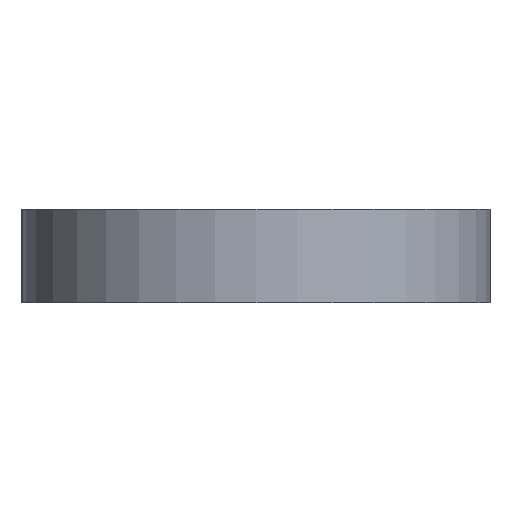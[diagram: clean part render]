
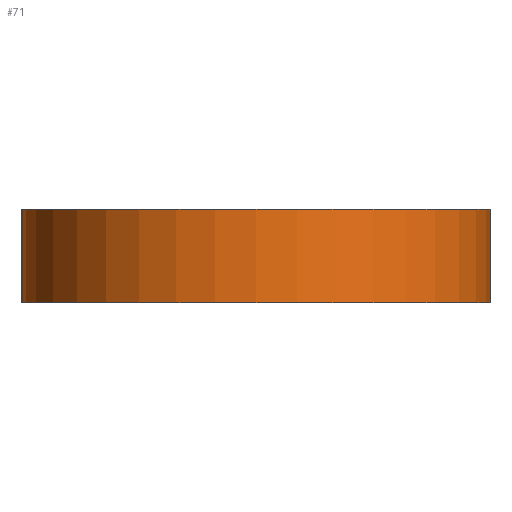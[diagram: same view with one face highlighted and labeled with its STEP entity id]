
A CAD part, front view. The second image highlights one B-rep face of the part: STEP entity #71.
In plain terms, the highlighted cylindrical face has radius 7.5 mm (diameter 15 mm), a partial arc.
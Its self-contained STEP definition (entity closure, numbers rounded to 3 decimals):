
#15 = CIRCLE ( 'NONE', #162, 7.5 ) ;
#22 = DIRECTION ( 'NONE',  ( 0., 0., -1. ) ) ;
#41 = CARTESIAN_POINT ( 'NONE',  ( 7.5, 0., 3. ) ) ;
#66 = VERTEX_POINT ( 'NONE', #323 ) ;
#68 = CARTESIAN_POINT ( 'NONE',  ( 0., 0., 0. ) ) ;
#71 = ADVANCED_FACE ( 'NONE', ( #216 ), #124, .T. ) ;
#85 = VERTEX_POINT ( 'NONE', #449 ) ;
#100 = VERTEX_POINT ( 'NONE', #141 ) ;
#106 = DIRECTION ( 'NONE',  ( 0., 0., 1. ) ) ;
#114 = CARTESIAN_POINT ( 'NONE',  ( 7.5, 0., 3. ) ) ;
#117 = EDGE_CURVE ( 'NONE', #66, #234, #385, .T. ) ;
#123 = LINE ( 'NONE', #129, #447 ) ;
#124 = CYLINDRICAL_SURFACE ( 'NONE', #146, 7.5 ) ;
#126 = EDGE_CURVE ( 'NONE', #85, #100, #15, .T. ) ;
#129 = CARTESIAN_POINT ( 'NONE',  ( -7.5, 0., 3. ) ) ;
#137 = DIRECTION ( 'NONE',  ( 1., 0., 0. ) ) ;
#141 = CARTESIAN_POINT ( 'NONE',  ( 7.5, 0., 0. ) ) ;
#146 = AXIS2_PLACEMENT_3D ( 'NONE', #223, #451, #232 ) ;
#162 = AXIS2_PLACEMENT_3D ( 'NONE', #68, #106, #434 ) ;
#173 = ORIENTED_EDGE ( 'NONE', *, *, #275, .F. ) ;
#183 = ORIENTED_EDGE ( 'NONE', *, *, #126, .T. ) ;
#206 = EDGE_LOOP ( 'NONE', ( #183, #173, #281, #314 ) ) ;
#212 = LINE ( 'NONE', #114, #456 ) ;
#216 = FACE_OUTER_BOUND ( 'NONE', #206, .T. ) ;
#223 = CARTESIAN_POINT ( 'NONE',  ( 0., 0., 3. ) ) ;
#232 = DIRECTION ( 'NONE',  ( -1., 0., 0. ) ) ;
#234 = VERTEX_POINT ( 'NONE', #41 ) ;
#275 = EDGE_CURVE ( 'NONE', #234, #100, #212, .T. ) ;
#281 = ORIENTED_EDGE ( 'NONE', *, *, #117, .F. ) ;
#283 = AXIS2_PLACEMENT_3D ( 'NONE', #331, #367, #137 ) ;
#291 = DIRECTION ( 'NONE',  ( 0., 0., -1. ) ) ;
#305 = EDGE_CURVE ( 'NONE', #66, #85, #123, .T. ) ;
#314 = ORIENTED_EDGE ( 'NONE', *, *, #305, .T. ) ;
#323 = CARTESIAN_POINT ( 'NONE',  ( -7.5, 0., 3. ) ) ;
#331 = CARTESIAN_POINT ( 'NONE',  ( 0., 0., 3. ) ) ;
#367 = DIRECTION ( 'NONE',  ( 0., 0., 1. ) ) ;
#385 = CIRCLE ( 'NONE', #283, 7.5 ) ;
#434 = DIRECTION ( 'NONE',  ( 1., 0., 0. ) ) ;
#447 = VECTOR ( 'NONE', #22, 1000. ) ;
#449 = CARTESIAN_POINT ( 'NONE',  ( -7.5, 0., 0. ) ) ;
#451 = DIRECTION ( 'NONE',  ( 0., 0., -1. ) ) ;
#456 = VECTOR ( 'NONE', #291, 1000. ) ;
